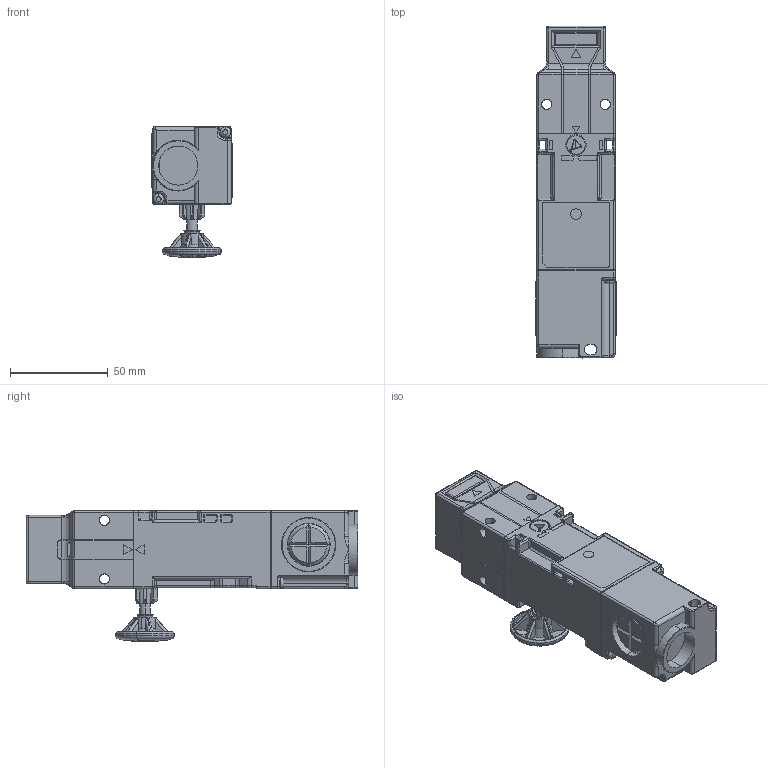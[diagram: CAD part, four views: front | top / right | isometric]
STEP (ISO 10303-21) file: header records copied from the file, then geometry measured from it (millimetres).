
FILE_DESCRIPTION (( 'STEP AP214' ), '1' );
FILE_NAME ('HS1T-xx44ZLSM.STEP', '2019-03-26T07:49:42', ( '' ), ( '' ), 'SwSTEP 2.0', 'SolidWorks 2017', '' );
FILE_SCHEMA (( 'AUTOMOTIVE_DESIGN' ));
Length unit declared in the file: millimetre
Products named in the file (7): HS1T-CV3_蹬怮椔; HS5E-R-BUTTON_蹬怮椔; HS1E-PLUG_蹬怮椔; HS1T-UNLOCK-SCRW_蹬怮椔; HS1T-HEAD-CV_蹬怮椔; HS1T-CASE-L_蹬怮椔; HS1T-xx44ZLSM
Assembly tree (6 placements, depth 2):
  HS1T-xx44ZLSM
    HS1T-CASE-L_蹬怮椔
    HS1T-HEAD-CV_蹬怮椔
    HS1T-UNLOCK-SCRW_蹬怮椔
    HS1E-PLUG_蹬怮椔
    HS5E-R-BUTTON_蹬怮椔
    HS1T-CV3_蹬怮椔
Bounding box: 41 x 169.9 x 67 mm (x, y, z)
Volume: 240888.1 mm3; surface area: 46497 mm2
Topology: 6 solids, 6 shells, 1282 faces, 3269 edges, 2016 vertices
Faces by surface type: plane 533, cylinder 361, bspline 308, cone 74, torus 6
Entity records: 55823 total; most frequent: CARTESIAN_POINT 27396, ORIENTED_EDGE 6456, DIRECTION 4992, EDGE_CURVE 3228, VERTEX_POINT 2016, AXIS2_PLACEMENT_3D 1732, VECTOR 1528, LINE 1528
